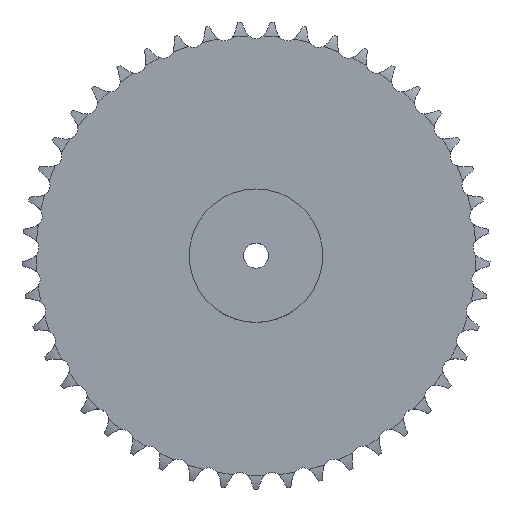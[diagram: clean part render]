
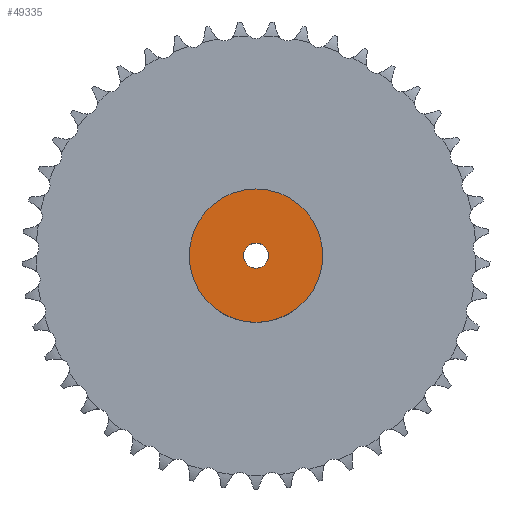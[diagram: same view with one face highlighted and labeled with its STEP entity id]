
A CAD part, top view. The second image highlights one B-rep face of the part: STEP entity #49335.
In plain terms, the highlighted planar face has unit normal (0, 0, 1).
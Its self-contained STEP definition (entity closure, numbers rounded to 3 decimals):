
#5409 = CYLINDRICAL_SURFACE('',#5410,80.);
#5410 = AXIS2_PLACEMENT_3D('',#5411,#5412,#5413);
#5411 = CARTESIAN_POINT('',(0.,0.,0.));
#5412 = DIRECTION('',(-0.,-0.,-1.));
#5413 = DIRECTION('',(1.,0.,0.));
#30916 = VERTEX_POINT('',#30917);
#30917 = CARTESIAN_POINT('',(80.,0.,90.));
#30938 = EDGE_CURVE('',#30916,#30916,#30939,.T.);
#30939 = SURFACE_CURVE('',#30940,(#30945,#30952),.PCURVE_S1.);
#30940 = CIRCLE('',#30941,80.);
#30941 = AXIS2_PLACEMENT_3D('',#30942,#30943,#30944);
#30942 = CARTESIAN_POINT('',(0.,0.,90.));
#30943 = DIRECTION('',(0.,0.,1.));
#30944 = DIRECTION('',(1.,0.,0.));
#30945 = PCURVE('',#5409,#30946);
#30946 = DEFINITIONAL_REPRESENTATION('',(#30947),#30951);
#30947 = LINE('',#30948,#30949);
#30948 = CARTESIAN_POINT('',(-0.,-90.));
#30949 = VECTOR('',#30950,1.);
#30950 = DIRECTION('',(-1.,0.));
#30951 = ( GEOMETRIC_REPRESENTATION_CONTEXT(2) 
PARAMETRIC_REPRESENTATION_CONTEXT() REPRESENTATION_CONTEXT('2D SPACE',''
  ) );
#30952 = PCURVE('',#30953,#30958);
#30953 = PLANE('',#30954);
#30954 = AXIS2_PLACEMENT_3D('',#30955,#30956,#30957);
#30955 = CARTESIAN_POINT('',(0.,0.,90.)
  );
#30956 = DIRECTION('',(0.,0.,1.));
#30957 = DIRECTION('',(1.,0.,0.));
#30958 = DEFINITIONAL_REPRESENTATION('',(#30959),#30963);
#30959 = CIRCLE('',#30960,80.);
#30960 = AXIS2_PLACEMENT_2D('',#30961,#30962);
#30961 = CARTESIAN_POINT('',(0.,0.));
#30962 = DIRECTION('',(1.,0.));
#30963 = ( GEOMETRIC_REPRESENTATION_CONTEXT(2) 
PARAMETRIC_REPRESENTATION_CONTEXT() REPRESENTATION_CONTEXT('2D SPACE',''
  ) );
#41888 = CYLINDRICAL_SURFACE('',#41889,15.);
#41889 = AXIS2_PLACEMENT_3D('',#41890,#41891,#41892);
#41890 = CARTESIAN_POINT('',(0.,0.,835.618));
#41891 = DIRECTION('',(0.,0.,1.));
#41892 = DIRECTION('',(1.,0.,0.));
#49335 = ADVANCED_FACE('',(#49336,#49339),#30953,.T.);
#49336 = FACE_BOUND('',#49337,.T.);
#49337 = EDGE_LOOP('',(#49338));
#49338 = ORIENTED_EDGE('',*,*,#30938,.T.);
#49339 = FACE_BOUND('',#49340,.T.);
#49340 = EDGE_LOOP('',(#49341));
#49341 = ORIENTED_EDGE('',*,*,#49342,.F.);
#49342 = EDGE_CURVE('',#49343,#49343,#49345,.T.);
#49343 = VERTEX_POINT('',#49344);
#49344 = CARTESIAN_POINT('',(15.,0.,90.));
#49345 = SURFACE_CURVE('',#49346,(#49351,#49358),.PCURVE_S1.);
#49346 = CIRCLE('',#49347,15.);
#49347 = AXIS2_PLACEMENT_3D('',#49348,#49349,#49350);
#49348 = CARTESIAN_POINT('',(0.,0.,90.));
#49349 = DIRECTION('',(0.,0.,1.));
#49350 = DIRECTION('',(1.,0.,0.));
#49351 = PCURVE('',#30953,#49352);
#49352 = DEFINITIONAL_REPRESENTATION('',(#49353),#49357);
#49353 = CIRCLE('',#49354,15.);
#49354 = AXIS2_PLACEMENT_2D('',#49355,#49356);
#49355 = CARTESIAN_POINT('',(0.,0.));
#49356 = DIRECTION('',(1.,0.));
#49357 = ( GEOMETRIC_REPRESENTATION_CONTEXT(2) 
PARAMETRIC_REPRESENTATION_CONTEXT() REPRESENTATION_CONTEXT('2D SPACE',''
  ) );
#49358 = PCURVE('',#41888,#49359);
#49359 = DEFINITIONAL_REPRESENTATION('',(#49360),#49364);
#49360 = LINE('',#49361,#49362);
#49361 = CARTESIAN_POINT('',(0.,-745.618));
#49362 = VECTOR('',#49363,1.);
#49363 = DIRECTION('',(1.,0.));
#49364 = ( GEOMETRIC_REPRESENTATION_CONTEXT(2) 
PARAMETRIC_REPRESENTATION_CONTEXT() REPRESENTATION_CONTEXT('2D SPACE',''
  ) );
